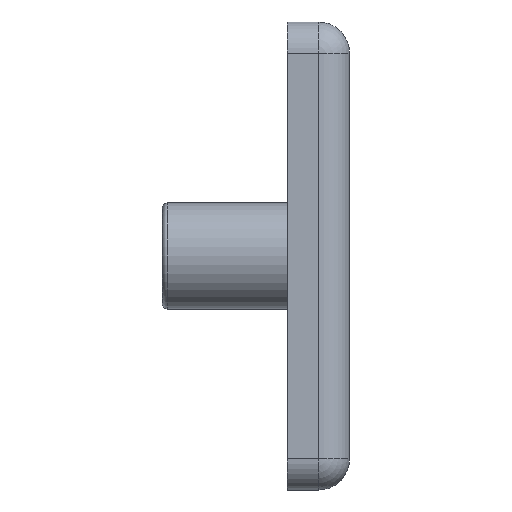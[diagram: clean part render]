
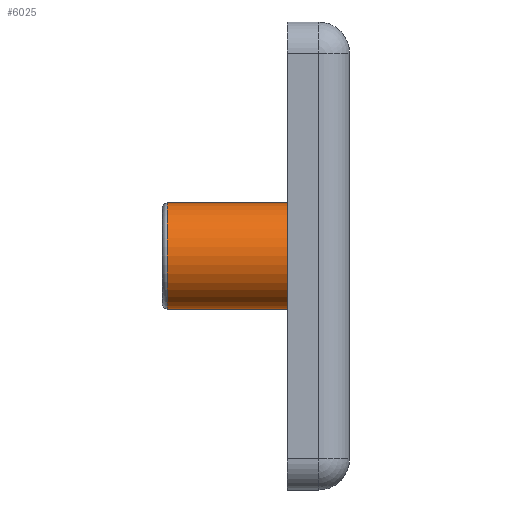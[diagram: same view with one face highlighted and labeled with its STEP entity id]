
A CAD part, left-side view. The second image highlights one B-rep face of the part: STEP entity #6025.
In plain terms, the highlighted cylindrical face has radius 3.4 mm (diameter 6.8 mm), a partial arc.
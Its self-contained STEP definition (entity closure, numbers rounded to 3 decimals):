
#210 = DIRECTION ( 'NONE',  ( 0., -1., 0. ) ) ;
#348 = EDGE_CURVE ( 'NONE', #6755, #3583, #813, .T. ) ;
#423 = DIRECTION ( 'NONE',  ( 0., -1., 0. ) ) ;
#774 = EDGE_CURVE ( 'NONE', #3583, #2831, #3822, .T. ) ;
#813 = LINE ( 'NONE', #1472, #3506 ) ;
#1015 = DIRECTION ( 'NONE',  ( 0., -1., 0. ) ) ;
#1103 = VECTOR ( 'NONE', #2737, 1000. ) ;
#1122 = ORIENTED_EDGE ( 'NONE', *, *, #348, .T. ) ;
#1136 = FACE_OUTER_BOUND ( 'NONE', #3497, .T. ) ;
#1176 = CARTESIAN_POINT ( 'NONE',  ( -15., 1.5, -3.4 ) ) ;
#1472 = CARTESIAN_POINT ( 'NONE',  ( -15., 12., -3.4 ) ) ;
#1531 = AXIS2_PLACEMENT_3D ( 'NONE', #5411, #5431, #5484 ) ;
#1542 = AXIS2_PLACEMENT_3D ( 'NONE', #6051, #210, #6570 ) ;
#1595 = CARTESIAN_POINT ( 'NONE',  ( -15., 11.7, 3.4 ) ) ;
#1948 = CARTESIAN_POINT ( 'NONE',  ( -15., 1.5, 3.4 ) ) ;
#2517 = CARTESIAN_POINT ( 'NONE',  ( -15., 11.7, -3.4 ) ) ;
#2737 = DIRECTION ( 'NONE',  ( 0., -1., 0. ) ) ;
#2831 = VERTEX_POINT ( 'NONE', #1948 ) ;
#3401 = EDGE_CURVE ( 'NONE', #3810, #2831, #5359, .T. ) ;
#3497 = EDGE_LOOP ( 'NONE', ( #5884, #4316, #1122, #6260 ) ) ;
#3506 = VECTOR ( 'NONE', #1015, 1000. ) ;
#3511 = CIRCLE ( 'NONE', #4609, 3.4 ) ;
#3583 = VERTEX_POINT ( 'NONE', #1176 ) ;
#3629 = CARTESIAN_POINT ( 'NONE',  ( -15., 11.7, 0. ) ) ;
#3739 = EDGE_CURVE ( 'NONE', #3810, #6755, #3511, .T. ) ;
#3810 = VERTEX_POINT ( 'NONE', #1595 ) ;
#3816 = CYLINDRICAL_SURFACE ( 'NONE', #1542, 3.4 ) ;
#3822 = CIRCLE ( 'NONE', #1531, 3.4 ) ;
#4174 = DIRECTION ( 'NONE',  ( 0., 0., 1. ) ) ;
#4316 = ORIENTED_EDGE ( 'NONE', *, *, #3739, .T. ) ;
#4609 = AXIS2_PLACEMENT_3D ( 'NONE', #3629, #423, #4174 ) ;
#5359 = LINE ( 'NONE', #5915, #1103 ) ;
#5411 = CARTESIAN_POINT ( 'NONE',  ( -15., 1.5, 0. ) ) ;
#5431 = DIRECTION ( 'NONE',  ( 0., 1., 0. ) ) ;
#5484 = DIRECTION ( 'NONE',  ( 0., 0., 1. ) ) ;
#5884 = ORIENTED_EDGE ( 'NONE', *, *, #3401, .F. ) ;
#5915 = CARTESIAN_POINT ( 'NONE',  ( -15., 12., 3.4 ) ) ;
#6025 = ADVANCED_FACE ( 'NONE', ( #1136 ), #3816, .T. ) ;
#6051 = CARTESIAN_POINT ( 'NONE',  ( -15., 12., 0. ) ) ;
#6260 = ORIENTED_EDGE ( 'NONE', *, *, #774, .T. ) ;
#6570 = DIRECTION ( 'NONE',  ( 0., 0., -1. ) ) ;
#6755 = VERTEX_POINT ( 'NONE', #2517 ) ;
